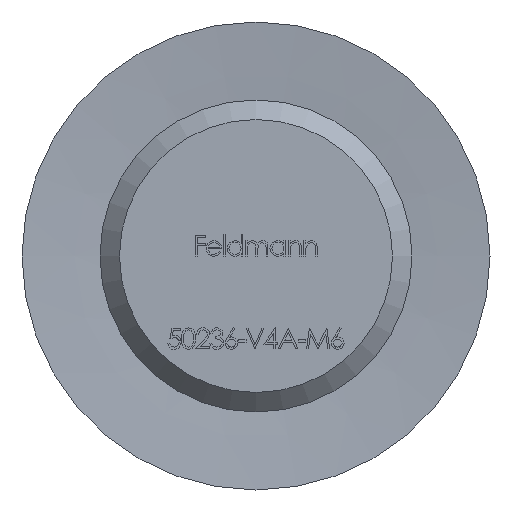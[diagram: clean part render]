
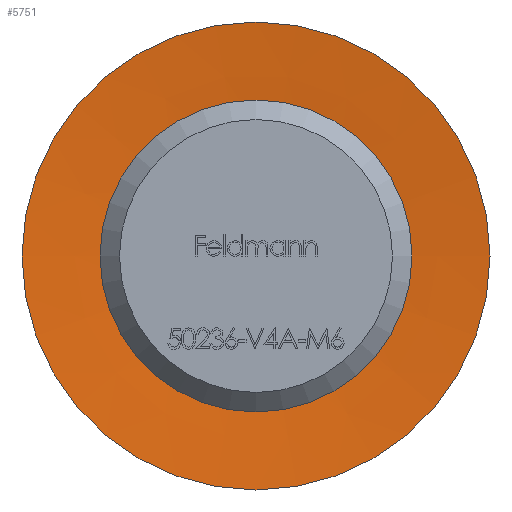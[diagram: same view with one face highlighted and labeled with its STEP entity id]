
A CAD part, front view. The second image highlights one B-rep face of the part: STEP entity #5751.
In plain terms, the highlighted conical face has half-angle 85 degrees and reference radius 3.32 mm.
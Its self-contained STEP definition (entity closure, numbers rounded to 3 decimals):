
#1439 = ORIENTED_EDGE ( 'NONE', *, *, #10199, .F. ) ;
#1491 = DIRECTION ( 'NONE',  ( 1., 0., 0. ) ) ;
#2272 = VERTEX_POINT ( 'NONE', #8436 ) ;
#3395 = CARTESIAN_POINT ( 'NONE',  ( 0., 0.234, 0. ) ) ;
#3800 = CIRCLE ( 'NONE', #5577, 3.32 ) ;
#3913 = DIRECTION ( 'NONE',  ( 1., 0., 0. ) ) ;
#4422 = VERTEX_POINT ( 'NONE', #6456 ) ;
#4691 = AXIS2_PLACEMENT_3D ( 'NONE', #3395, #7400, #9716 ) ;
#5449 = EDGE_LOOP ( 'NONE', ( #10313 ) ) ;
#5577 = AXIS2_PLACEMENT_3D ( 'NONE', #11982, #8886, #1491 ) ;
#5738 = FACE_BOUND ( 'NONE', #6584, .T. ) ;
#5751 = ADVANCED_FACE ( 'NONE', ( #8548, #5738 ), #8688, .F. ) ;
#6456 = CARTESIAN_POINT ( 'NONE',  ( 3.32, 0.234, 0. ) ) ;
#6486 = AXIS2_PLACEMENT_3D ( 'NONE', #7128, #8184, #3913 ) ;
#6584 = EDGE_LOOP ( 'NONE', ( #1439 ) ) ;
#7085 = EDGE_CURVE ( 'NONE', #2272, #2272, #11066, .T. ) ;
#7128 = CARTESIAN_POINT ( 'NONE',  ( 0., 0., 0. ) ) ;
#7400 = DIRECTION ( 'NONE',  ( 0., -1., 0. ) ) ;
#8184 = DIRECTION ( 'NONE',  ( 0., -1., 0. ) ) ;
#8436 = CARTESIAN_POINT ( 'NONE',  ( 6., 0., 0. ) ) ;
#8548 = FACE_OUTER_BOUND ( 'NONE', #5449, .T. ) ;
#8688 = CONICAL_SURFACE ( 'NONE', #4691, 3.32, 1.484 ) ;
#8886 = DIRECTION ( 'NONE',  ( 0., -1., 0. ) ) ;
#9716 = DIRECTION ( 'NONE',  ( 1., 0., 0. ) ) ;
#10199 = EDGE_CURVE ( 'NONE', #4422, #4422, #3800, .T. ) ;
#10313 = ORIENTED_EDGE ( 'NONE', *, *, #7085, .T. ) ;
#11066 = CIRCLE ( 'NONE', #6486, 6. ) ;
#11982 = CARTESIAN_POINT ( 'NONE',  ( 0., 0.234, 0. ) ) ;
